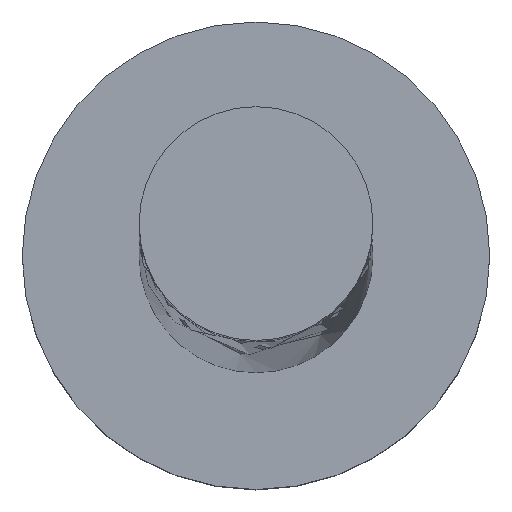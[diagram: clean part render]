
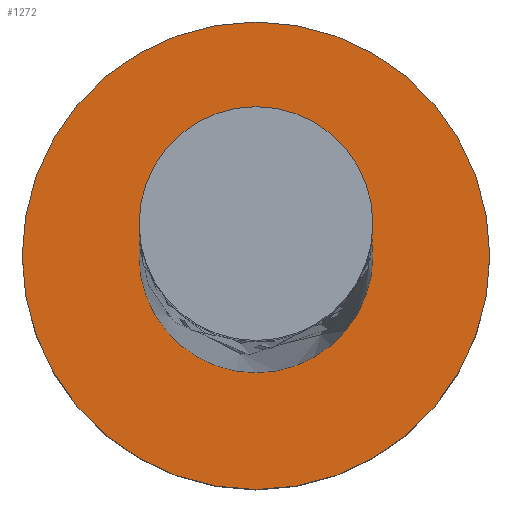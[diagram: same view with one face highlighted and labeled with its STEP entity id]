
A CAD part, top view. The second image highlights one B-rep face of the part: STEP entity #1272.
In plain terms, the highlighted planar face has unit normal (0, 0, 1).
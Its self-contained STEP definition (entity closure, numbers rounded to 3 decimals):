
#82 = DIRECTION ( 'NONE',  ( 0., 0., 1. ) ) ;
#124 = EDGE_CURVE ( 'NONE', #1310, #1288, #1525, .T. ) ;
#132 = DIRECTION ( 'NONE',  ( 1., 0., 0. ) ) ;
#156 = FACE_BOUND ( 'NONE', #405, .T. ) ;
#167 = EDGE_CURVE ( 'NONE', #250, #802, #1246, .T. ) ;
#250 = VERTEX_POINT ( 'NONE', #1496 ) ;
#261 = ORIENTED_EDGE ( 'NONE', *, *, #475, .F. ) ;
#378 = ORIENTED_EDGE ( 'NONE', *, *, #1186, .T. ) ;
#379 = CIRCLE ( 'NONE', #1441, 1. ) ;
#405 = EDGE_LOOP ( 'NONE', ( #261, #1537 ) ) ;
#475 = EDGE_CURVE ( 'NONE', #1288, #1310, #379, .T. ) ;
#507 = DIRECTION ( 'NONE',  ( 1., 0., 0. ) ) ;
#523 = FACE_OUTER_BOUND ( 'NONE', #839, .T. ) ;
#555 = AXIS2_PLACEMENT_3D ( 'NONE', #757, #745, #507 ) ;
#578 = AXIS2_PLACEMENT_3D ( 'NONE', #1245, #82, #1270 ) ;
#675 = ORIENTED_EDGE ( 'NONE', *, *, #167, .T. ) ;
#745 = DIRECTION ( 'NONE',  ( 0., 0., 1. ) ) ;
#757 = CARTESIAN_POINT ( 'NONE',  ( 0., 0., 2. ) ) ;
#802 = VERTEX_POINT ( 'NONE', #1362 ) ;
#839 = EDGE_LOOP ( 'NONE', ( #675, #378 ) ) ;
#912 = CARTESIAN_POINT ( 'NONE',  ( 0., 0., 2. ) ) ;
#1049 = CARTESIAN_POINT ( 'NONE',  ( 0., 0., 2. ) ) ;
#1142 = DIRECTION ( 'NONE',  ( 1., 0., 0. ) ) ;
#1144 = AXIS2_PLACEMENT_3D ( 'NONE', #1522, #1367, #1142 ) ;
#1146 = DIRECTION ( 'NONE',  ( 1., 0., 0. ) ) ;
#1186 = EDGE_CURVE ( 'NONE', #802, #250, #1307, .T. ) ;
#1230 = CARTESIAN_POINT ( 'NONE',  ( 1., 0., 2. ) ) ;
#1245 = CARTESIAN_POINT ( 'NONE',  ( 0., 0., 2. ) ) ;
#1246 = CIRCLE ( 'NONE', #578, 2. ) ;
#1270 = DIRECTION ( 'NONE',  ( 1., 0., 0. ) ) ;
#1272 = ADVANCED_FACE ( 'NONE', ( #156, #523 ), #1449, .T. ) ;
#1288 = VERTEX_POINT ( 'NONE', #1465 ) ;
#1307 = CIRCLE ( 'NONE', #1333, 2. ) ;
#1310 = VERTEX_POINT ( 'NONE', #1230 ) ;
#1333 = AXIS2_PLACEMENT_3D ( 'NONE', #1049, #1524, #132 ) ;
#1362 = CARTESIAN_POINT ( 'NONE',  ( 2., 0., 2. ) ) ;
#1367 = DIRECTION ( 'NONE',  ( 0., 0., 1. ) ) ;
#1388 = DIRECTION ( 'NONE',  ( 0., 0., 1. ) ) ;
#1441 = AXIS2_PLACEMENT_3D ( 'NONE', #912, #1388, #1146 ) ;
#1449 = PLANE ( 'NONE',  #555 ) ;
#1465 = CARTESIAN_POINT ( 'NONE',  ( -1., 0., 2. ) ) ;
#1496 = CARTESIAN_POINT ( 'NONE',  ( -2., 0., 2. ) ) ;
#1522 = CARTESIAN_POINT ( 'NONE',  ( 0., 0., 2. ) ) ;
#1524 = DIRECTION ( 'NONE',  ( 0., 0., 1. ) ) ;
#1525 = CIRCLE ( 'NONE', #1144, 1. ) ;
#1537 = ORIENTED_EDGE ( 'NONE', *, *, #124, .F. ) ;
